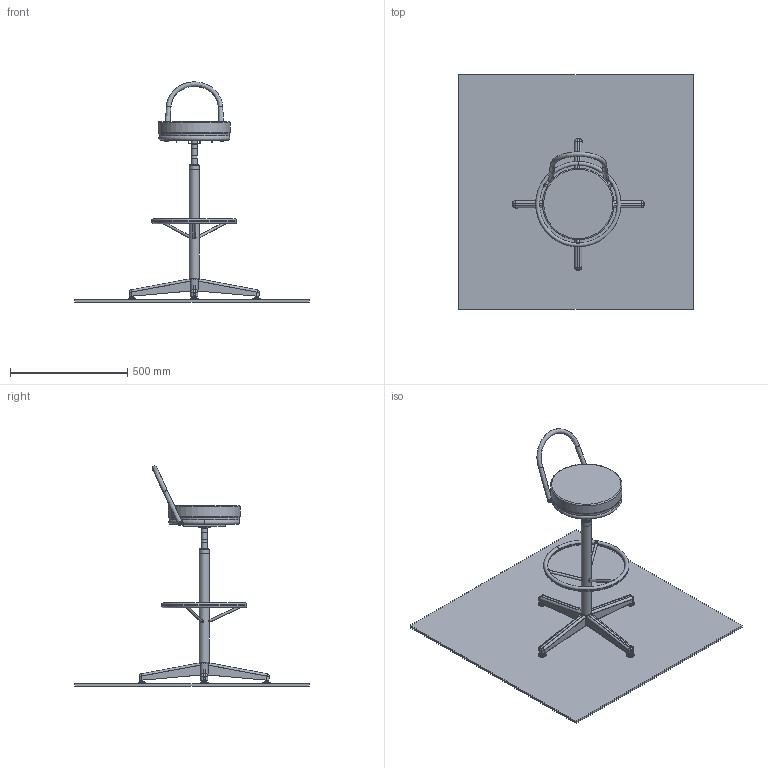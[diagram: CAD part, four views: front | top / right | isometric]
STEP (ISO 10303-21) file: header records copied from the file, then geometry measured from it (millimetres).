
FILE_DESCRIPTION((''),'2;1');
FILE_NAME('Modern Labstool.stp','2015-11-13T17:56:08',('Sone-VAIO'),(''),'Autodesk Inventor 2008','Autodesk Inventor 2008','');
FILE_SCHEMA(('AUTOMOTIVE_DESIGN { 1 0 10303 214 1 1 1 1 }'));
Length unit declared in the file: millimetre
Products named in the file (25): Round Lab Stool Assy Welding; Welds_1; Vertical Main Shaft; Prong Base New; Plastic Center Insert; Nut M9 x 1; Adjustable threaded foot; Vertical Center Tubing Assy; Vertical Center Tubing; Bottom Insert thread Stud; Nut Insert; Sitting Base Assy; Sitting Base Tubing; L Plate New; Extension Plate New; U Plate New; Sitting Base Insert; Wood Sitting Base; Leg Rest Support Tubing; Leg Rest Support; New Tubing Rod; Insert Plastic Capping; sitting base sponge; Insert Washer; Base Floor
Assembly tree (36 placements, depth 3):
  Round Lab Stool Assy Welding
    Welds_1
    Vertical Main Shaft
    Prong Base New  x4
    Plastic Center Insert
    Nut M9 x 1  x4
    Adjustable threaded foot  x4
    Vertical Center Tubing Assy
      Vertical Center Tubing
      Bottom Insert thread Stud
      Nut Insert
    Sitting Base Assy
      Sitting Base Tubing
      L Plate New  x2
      Extension Plate New
      U Plate New
      Sitting Base Insert
    Wood Sitting Base
    Leg Rest Support Tubing  x3
    Leg Rest Support
    New Tubing Rod
    Insert Plastic Capping
    sitting base sponge
    Insert Washer
    Base Floor
Bounding box: 1000 x 1000 x 937.68 mm (x, y, z)
Volume: 15468509 mm3; surface area: 3242705.2 mm2
Topology: 51 solids, 51 shells, 880 faces, 2141 edges, 1380 vertices
Faces by surface type: plane 414, cylinder 290, bspline 115, cone 27, torus 18, sphere 16
Full cylindrical faces by diameter (mm): 7.9 x4, 8 x8, 9 x3, 9.5 x60, 11 x9, 15 x1, 16.8 x2, 19 x1, 19.8 x1, 20 x13, 22.8 x1, 23.8 x2, 26.8 x3, 27 x4, 32.5 x4, 38.5 x3, 42.5 x3, 300 x1, 305 x1
Entity records: 35846 total; most frequent: CARTESIAN_POINT 25133, ORIENTED_EDGE 2006, DIRECTION 1932, EDGE_CURVE 1003, AXIS2_PLACEMENT_3D 721, VERTEX_POINT 692, EDGE_LOOP 581, VECTOR 490
